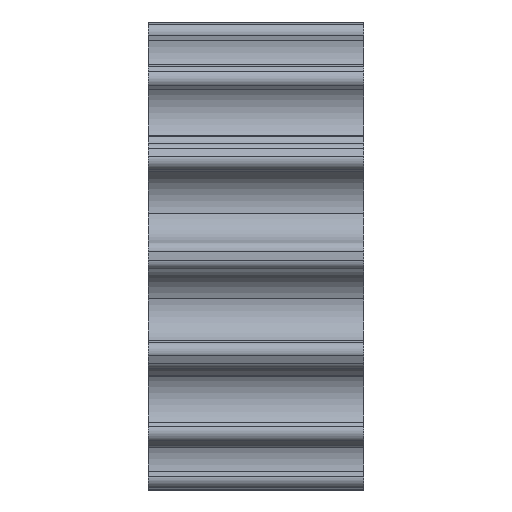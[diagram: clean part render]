
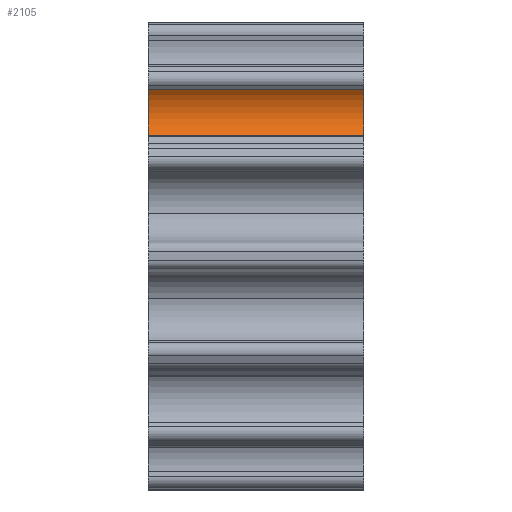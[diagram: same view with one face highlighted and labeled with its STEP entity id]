
A CAD part, left-side view. The second image highlights one B-rep face of the part: STEP entity #2105.
In plain terms, the highlighted cylindrical face has radius 1.674 mm (diameter 3.348 mm), a partial arc.
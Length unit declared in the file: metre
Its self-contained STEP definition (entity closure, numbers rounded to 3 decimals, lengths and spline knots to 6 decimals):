
#58=LINE('',#3302,#226);
#63=LINE('',#3320,#231);
#226=VECTOR('',#2569,1.);
#231=VECTOR('',#2588,1.);
#438=ORIENTED_EDGE('',*,*,#1097,.T.);
#439=ORIENTED_EDGE('',*,*,#1082,.T.);
#440=ORIENTED_EDGE('',*,*,#1098,.F.);
#441=ORIENTED_EDGE('',*,*,#1091,.F.);
#1082=EDGE_CURVE('',#1409,#1411,#58,.T.);
#1091=EDGE_CURVE('',#1417,#1416,#63,.T.);
#1097=EDGE_CURVE('',#1417,#1409,#1632,.F.);
#1098=EDGE_CURVE('',#1416,#1411,#1633,.T.);
#1409=VERTEX_POINT('',#3297);
#1411=VERTEX_POINT('',#3301);
#1416=VERTEX_POINT('',#3317);
#1417=VERTEX_POINT('',#3319);
#1632=CIRCLE('',#2255,0.001674);
#1633=CIRCLE('',#2256,0.001674);
#1793=EDGE_LOOP('',(#438,#439,#440,#441));
#1907=FACE_BOUND('',#1793,.T.);
#2017=CYLINDRICAL_SURFACE('',#2254,0.001674);
#2105=ADVANCED_FACE('',(#1907),#2017,.F.);
#2254=AXIS2_PLACEMENT_3D('',#3330,#2600,#2601);
#2255=AXIS2_PLACEMENT_3D('',#3331,#2602,#2603);
#2256=AXIS2_PLACEMENT_3D('',#3332,#2604,#2605);
#2569=DIRECTION('',(0.,-1.,0.));
#2588=DIRECTION('',(0.,-1.,0.));
#2600=DIRECTION('',(0.,-1.,0.));
#2601=DIRECTION('',(0.782,0.,-0.623));
#2602=DIRECTION('',(0.,-1.,0.));
#2603=DIRECTION('',(0.782,0.,-0.623));
#2604=DIRECTION('',(0.,1.,0.));
#2605=DIRECTION('',(0.782,0.,-0.623));
#3297=CARTESIAN_POINT('',(-0.006648,0.,0.005312));
#3301=CARTESIAN_POINT('',(-0.006648,-0.009525,0.005312));
#3302=CARTESIAN_POINT('',(-0.006648,0.02186,0.005312));
#3317=CARTESIAN_POINT('',(-0.006657,-0.009525,0.007363));
#3319=CARTESIAN_POINT('',(-0.006657,0.,0.007363));
#3320=CARTESIAN_POINT('',(-0.006657,0.02186,0.007363));
#3330=CARTESIAN_POINT('',(-0.007976,0.02186,0.006331));
#3331=CARTESIAN_POINT('',(-0.007976,0.,0.006331));
#3332=CARTESIAN_POINT('',(-0.007976,-0.009525,0.006331));
